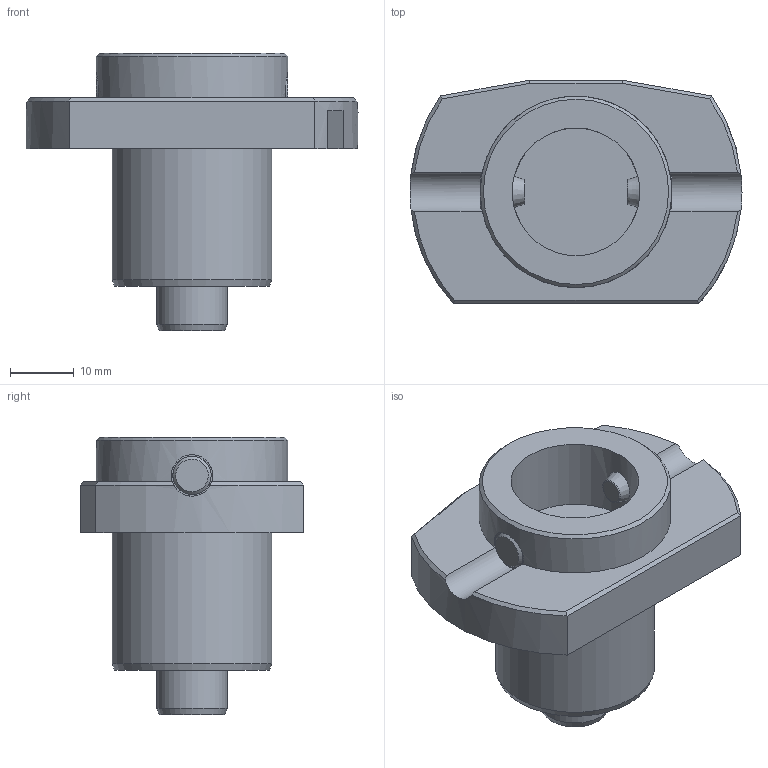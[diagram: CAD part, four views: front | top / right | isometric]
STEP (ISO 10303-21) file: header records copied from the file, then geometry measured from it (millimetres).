
FILE_DESCRIPTION(/* description */ (''),/* implementation_level */ '2;1');
FILE_NAME(/* name */ 'W9991238_stp.stp',/* time_stamp */ '2016-03-15T10:30:33+01:00',/* author */ (''),/* organization */ (''),/* preprocessor_version */ 'ST-DEVELOPER v15',/* originating_system */ 'SIEMENS PLM Software NX 9.0',/* authorisation */ '');
FILE_SCHEMA (('AUTOMOTIVE_DESIGN { 1 0 10303 214 3 1 1 1 }'));
Length unit declared in the file: millimetre
Products named in the file (1): krei22D083AD2hb0
Bounding box: 52 x 35 x 43.5 mm (x, y, z)
Volume: 25232.5 mm3; surface area: 7895 mm2
Topology: 1 solids, 1 shells, 48 faces, 113 edges, 73 vertices
Faces by surface type: plane 24, cylinder 11, cone 11, torus 2
Full cylindrical faces by diameter (mm): 6 x2, 6.5 x2, 11 x1, 20 x1, 25 x1, 30 x1
Entity records: 1452 total; most frequent: CARTESIAN_POINT 453, DIRECTION 206, ORIENTED_EDGE 168, AXIS2_PLACEMENT_3D 87, EDGE_CURVE 84, EDGE_LOOP 72, VERTEX_POINT 62, ADVANCED_FACE 48
